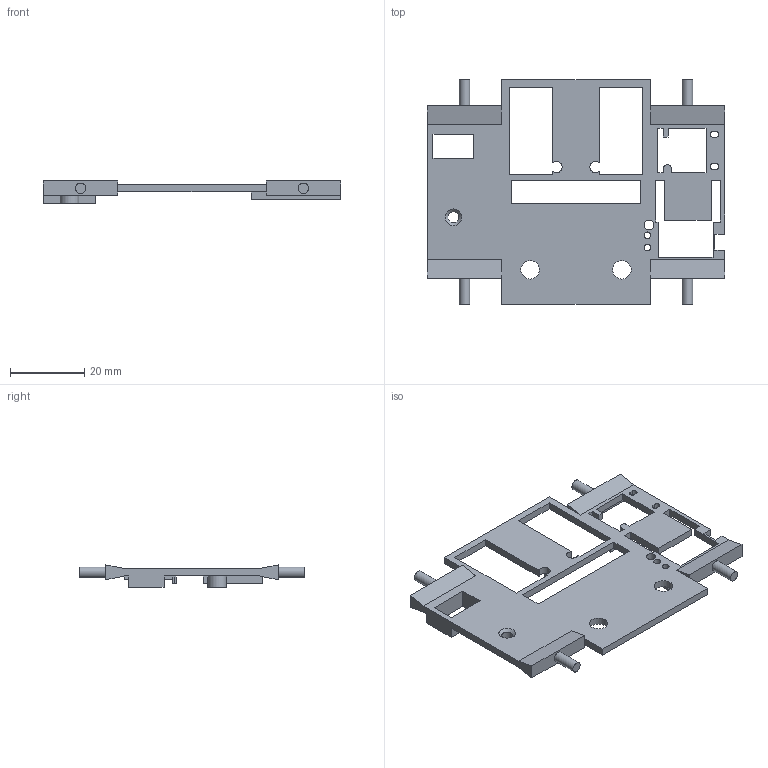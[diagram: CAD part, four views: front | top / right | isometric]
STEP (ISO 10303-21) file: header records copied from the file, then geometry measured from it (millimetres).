
FILE_DESCRIPTION(/* description */ (''),/* implementation_level */ '2;1');
FILE_NAME(/* name */ 'Корпус машины.stp',/* time_stamp */ '2025-02-10T21:10:03+03:00',/* author */ ('s3dok'),/* organization */ (''),/* preprocessor_version */ 'ST-DEVELOPER v18.1',/* originating_system */ 'Autodesk Inventor 2022',/* authorisation */ '');
FILE_SCHEMA (('AUTOMOTIVE_DESIGN { 1 0 10303 214 3 1 1 }'));
Length unit declared in the file: millimetre
Products named in the file (1): Корпус машины
Bounding box: 80 x 60.4 x 6 mm (x, y, z)
Volume: 6918 mm3; surface area: 8647.7 mm2
Topology: 1 solids, 1 shells, 131 faces, 364 edges, 239 vertices
Faces by surface type: plane 109, cylinder 21, cone 1
Full cylindrical faces by diameter (mm): 1.8 x2, 2.6 x1, 2.8 x4, 3 x1, 5 x3
Entity records: 4230 total; most frequent: CARTESIAN_POINT 735, ORIENTED_EDGE 728, DIRECTION 671, EDGE_CURVE 364, LINE 321, VECTOR 321, VERTEX_POINT 239, AXIS2_PLACEMENT_3D 175
